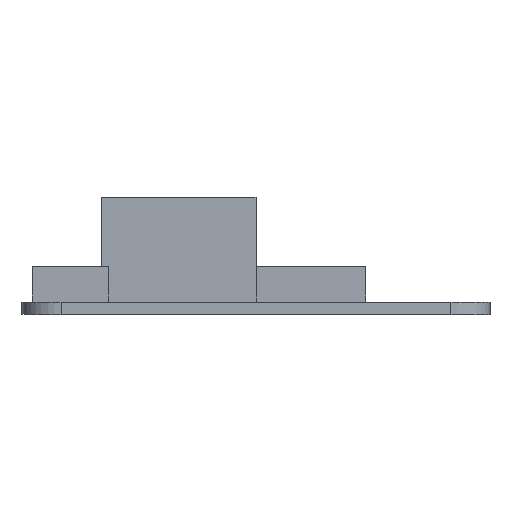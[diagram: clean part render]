
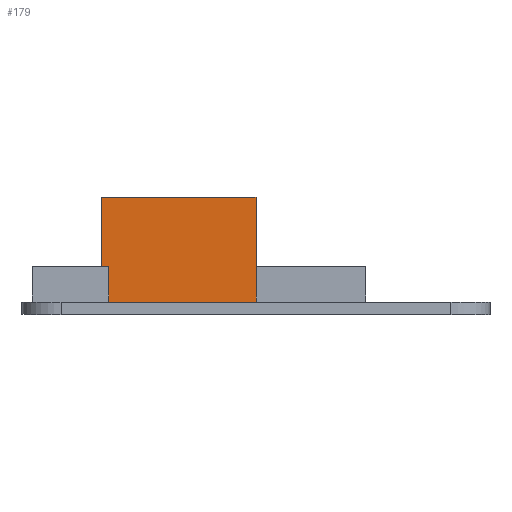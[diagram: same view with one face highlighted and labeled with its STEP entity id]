
A CAD part, left-side view. The second image highlights one B-rep face of the part: STEP entity #179.
In plain terms, the highlighted planar face has unit normal (-1, 0, 0).
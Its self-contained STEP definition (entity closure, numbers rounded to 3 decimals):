
#29 = CARTESIAN_POINT ( 'NONE',  ( 11.353, 0., 15. ) ) ;
#31 = DIRECTION ( 'NONE',  ( -1., 0., 0. ) ) ;
#101 = CARTESIAN_POINT ( 'NONE',  ( 11.353, 19.803, 15. ) ) ;
#113 = ORIENTED_EDGE ( 'NONE', *, *, #760, .T. ) ;
#144 = PLANE ( 'NONE',  #815 ) ;
#146 = CARTESIAN_POINT ( 'NONE',  ( 11.353, 0., 1.6 ) ) ;
#164 = ORIENTED_EDGE ( 'NONE', *, *, #421, .T. ) ;
#179 = ADVANCED_FACE ( 'NONE', ( #463 ), #144, .T. ) ;
#234 = VERTEX_POINT ( 'NONE', #1170 ) ;
#264 = LINE ( 'NONE', #950, #1002 ) ;
#283 = CARTESIAN_POINT ( 'NONE',  ( 11.353, 19.803, 1.6 ) ) ;
#314 = VECTOR ( 'NONE', #780, 1000. ) ;
#338 = DIRECTION ( 'NONE',  ( 0., 0., 1. ) ) ;
#398 = DIRECTION ( 'NONE',  ( 0., 1., 0. ) ) ;
#421 = EDGE_CURVE ( 'NONE', #868, #994, #848, .T. ) ;
#441 = VERTEX_POINT ( 'NONE', #283 ) ;
#463 = FACE_OUTER_BOUND ( 'NONE', #1416, .T. ) ;
#592 = CARTESIAN_POINT ( 'NONE',  ( 11.353, 0., 15. ) ) ;
#643 = EDGE_CURVE ( 'NONE', #868, #234, #264, .T. ) ;
#673 = VECTOR ( 'NONE', #398, 1000. ) ;
#728 = VECTOR ( 'NONE', #1219, 1000. ) ;
#760 = EDGE_CURVE ( 'NONE', #994, #441, #882, .T. ) ;
#780 = DIRECTION ( 'NONE',  ( 0., 1., 0. ) ) ;
#815 = AXIS2_PLACEMENT_3D ( 'NONE', #592, #31, #338 ) ;
#848 = LINE ( 'NONE', #955, #673 ) ;
#851 = CARTESIAN_POINT ( 'NONE',  ( 11.353, 19.803, 15. ) ) ;
#868 = VERTEX_POINT ( 'NONE', #29 ) ;
#882 = LINE ( 'NONE', #101, #728 ) ;
#892 = LINE ( 'NONE', #146, #314 ) ;
#950 = CARTESIAN_POINT ( 'NONE',  ( 11.353, 0., 15. ) ) ;
#955 = CARTESIAN_POINT ( 'NONE',  ( 11.353, 0., 15. ) ) ;
#994 = VERTEX_POINT ( 'NONE', #851 ) ;
#1002 = VECTOR ( 'NONE', #1140, 1000. ) ;
#1011 = ORIENTED_EDGE ( 'NONE', *, *, #1365, .F. ) ;
#1140 = DIRECTION ( 'NONE',  ( 0., 0., -1. ) ) ;
#1170 = CARTESIAN_POINT ( 'NONE',  ( 11.353, 0., 1.6 ) ) ;
#1219 = DIRECTION ( 'NONE',  ( 0., 0., -1. ) ) ;
#1337 = ORIENTED_EDGE ( 'NONE', *, *, #643, .F. ) ;
#1365 = EDGE_CURVE ( 'NONE', #234, #441, #892, .T. ) ;
#1416 = EDGE_LOOP ( 'NONE', ( #1011, #1337, #164, #113 ) ) ;
